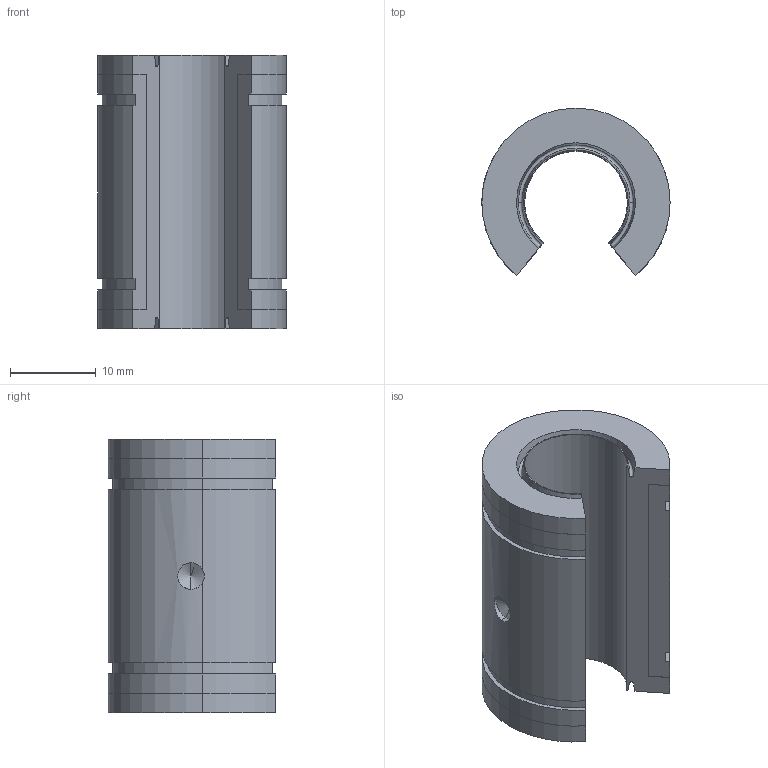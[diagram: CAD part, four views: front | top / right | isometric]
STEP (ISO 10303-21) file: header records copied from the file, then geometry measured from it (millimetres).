
FILE_DESCRIPTION (( 'STEP AP214' ), '1' );
FILE_NAME ('LAN-12-2RS-22-032-ltk.step', '2020-09-10T11:46:02', ( '' ), ( '' ), 'SwSTEP 2.0', 'SolidWorks 2010', '' );
FILE_SCHEMA (( 'AUTOMOTIVE_DESIGN' ));
Length unit declared in the file: millimetre
Products named in the file (1): LAN-12-2RS-22-032-ltk
Bounding box: 22 x 19.55 x 32 mm (x, y, z)
Volume: 6562.7 mm3; surface area: 3656.1 mm2
Topology: 1 solids, 1 shells, 66 faces, 181 edges, 115 vertices
Faces by surface type: cylinder 28, plane 18, cone 14, torus 6
Entity records: 2608 total; most frequent: CARTESIAN_POINT 405, DIRECTION 399, ORIENTED_EDGE 358, EDGE_CURVE 179, AXIS2_PLACEMENT_3D 157, VERTEX_POINT 115, CIRCLE 90, LINE 85
